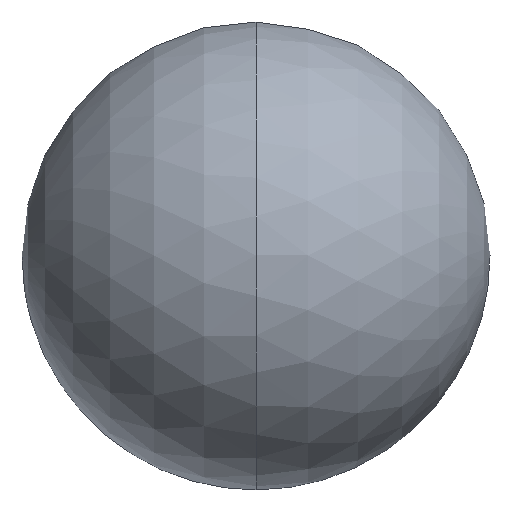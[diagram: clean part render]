
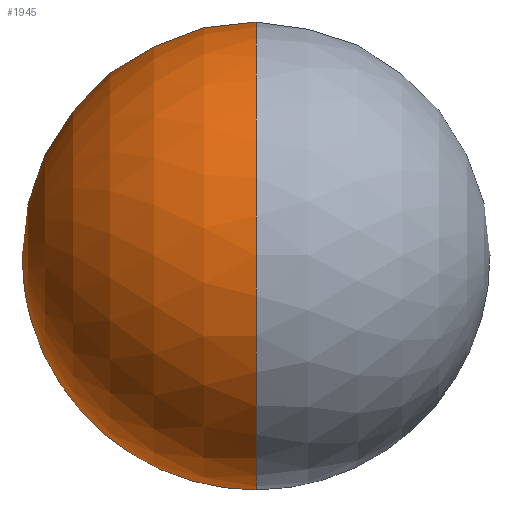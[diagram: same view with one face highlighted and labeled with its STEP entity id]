
A CAD part, top view. The second image highlights one B-rep face of the part: STEP entity #1945.
In plain terms, the highlighted spherical face has radius 100 mm.
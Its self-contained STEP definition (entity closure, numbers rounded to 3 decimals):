
#106 = VERTEX_POINT ( 'NONE', #2074 ) ;
#109 = VERTEX_POINT ( 'NONE', #210 ) ;
#157 = AXIS2_PLACEMENT_3D ( 'NONE', #2051, #2075, #1464 ) ;
#177 = CIRCLE ( 'NONE', #1962, 100. ) ;
#210 = CARTESIAN_POINT ( 'NONE',  ( 0., 0., 390. ) ) ;
#214 = SPHERICAL_SURFACE ( 'NONE', #1876, 100. ) ;
#394 = EDGE_CURVE ( 'NONE', #706, #2554, #1843, .T. ) ;
#496 = DIRECTION ( 'NONE',  ( 0., 1., 0. ) ) ;
#522 = CARTESIAN_POINT ( 'NONE',  ( -41.492, 0., 199.014 ) ) ;
#572 = AXIS2_PLACEMENT_3D ( 'NONE', #2044, #2031, #2693 ) ;
#612 = FACE_OUTER_BOUND ( 'NONE', #681, .T. ) ;
#629 = CIRCLE ( 'NONE', #157, 41.492 ) ;
#637 = DIRECTION ( 'NONE',  ( 0., -1., 0. ) ) ;
#681 = EDGE_LOOP ( 'NONE', ( #995, #1757, #1916, #1798 ) ) ;
#706 = VERTEX_POINT ( 'NONE', #2606 ) ;
#716 = CIRCLE ( 'NONE', #2368, 100. ) ;
#995 = ORIENTED_EDGE ( 'NONE', *, *, #2093, .F. ) ;
#1148 = CARTESIAN_POINT ( 'NONE',  ( 0., 0., 290. ) ) ;
#1390 = EDGE_CURVE ( 'NONE', #106, #109, #177, .T. ) ;
#1464 = DIRECTION ( 'NONE',  ( 1., 0., 0. ) ) ;
#1757 = ORIENTED_EDGE ( 'NONE', *, *, #394, .T. ) ;
#1798 = ORIENTED_EDGE ( 'NONE', *, *, #1390, .T. ) ;
#1843 = CIRCLE ( 'NONE', #572, 41.492 ) ;
#1848 = CARTESIAN_POINT ( 'NONE',  ( 0., 0., 290. ) ) ;
#1876 = AXIS2_PLACEMENT_3D ( 'NONE', #1848, #1886, #637 ) ;
#1886 = DIRECTION ( 'NONE',  ( 1., 0., 0. ) ) ;
#1916 = ORIENTED_EDGE ( 'NONE', *, *, #2367, .T. ) ;
#1945 = ADVANCED_FACE ( 'NONE', ( #612 ), #214, .T. ) ;
#1962 = AXIS2_PLACEMENT_3D ( 'NONE', #1148, #2628, #2207 ) ;
#2031 = DIRECTION ( 'NONE',  ( 0., 0., 1. ) ) ;
#2044 = CARTESIAN_POINT ( 'NONE',  ( 0., 0., 199.014 ) ) ;
#2051 = CARTESIAN_POINT ( 'NONE',  ( 0., 0., 199.014 ) ) ;
#2074 = CARTESIAN_POINT ( 'NONE',  ( 0., -41.492, 199.014 ) ) ;
#2075 = DIRECTION ( 'NONE',  ( 0., 0., 1. ) ) ;
#2093 = EDGE_CURVE ( 'NONE', #706, #109, #716, .T. ) ;
#2207 = DIRECTION ( 'NONE',  ( 0., 0., 1. ) ) ;
#2367 = EDGE_CURVE ( 'NONE', #2554, #106, #629, .T. ) ;
#2368 = AXIS2_PLACEMENT_3D ( 'NONE', #2563, #2509, #496 ) ;
#2509 = DIRECTION ( 'NONE',  ( 1., 0., 0. ) ) ;
#2554 = VERTEX_POINT ( 'NONE', #522 ) ;
#2563 = CARTESIAN_POINT ( 'NONE',  ( 0., 0., 290. ) ) ;
#2606 = CARTESIAN_POINT ( 'NONE',  ( 0., 41.492, 199.014 ) ) ;
#2628 = DIRECTION ( 'NONE',  ( -1., 0., 0. ) ) ;
#2693 = DIRECTION ( 'NONE',  ( 1., 0., 0. ) ) ;
